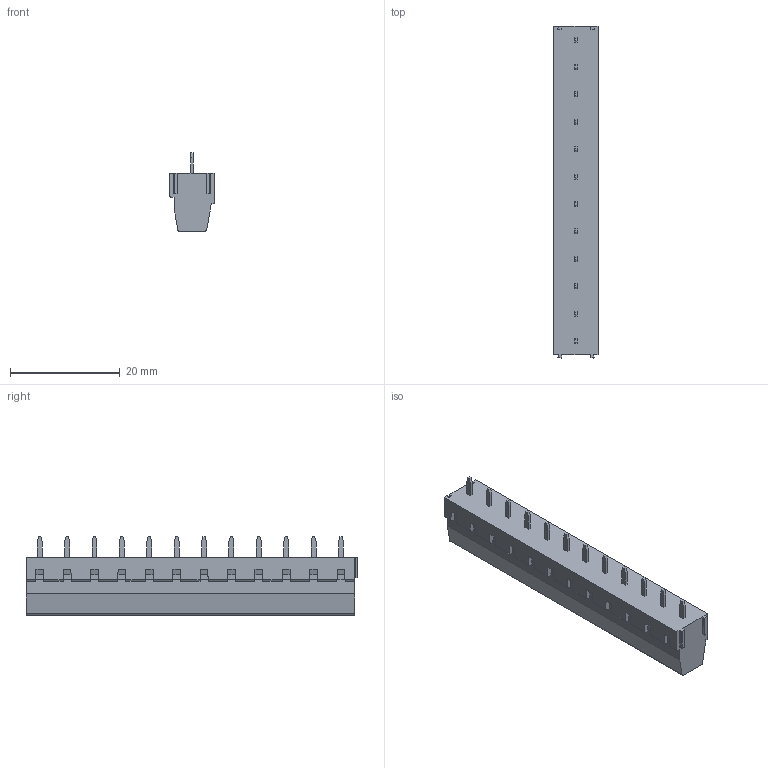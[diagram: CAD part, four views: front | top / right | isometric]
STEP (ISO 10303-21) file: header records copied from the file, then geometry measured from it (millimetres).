
FILE_DESCRIPTION( ( 'STEP AP214' ), '1' );
FILE_NAME( 'MV1512-5-V.stp', ' ', ( ' ' ), ( ' ' ), 'PSStep 14.0', 'VISI 19.0', ' ' );
FILE_SCHEMA( ( 'AUTOMOTIVE_DESIGN { 1 0 10303 214 1 1 1 1 }' ) );
Length unit declared in the file: millimetre
Products named in the file (1): 1
Bounding box: 8.1 x 60.6 x 14.31 mm (x, y, z)
Volume: 3744.8 mm3; surface area: 3459.8 mm2
Topology: 1 solids, 1 shells, 491 faces, 1363 edges, 910 vertices
Faces by surface type: plane 447, cylinder 44
Full cylindrical faces by diameter (mm): 3.8 x12
Entity records: 19294 total; most frequent: CARTESIAN_POINT 2825, ORIENTED_EDGE 2678, DIRECTION 2399, EDGE_CURVE 1339, LINE 1215, VECTOR 1215, VERTEX_POINT 898, AXIS2_PLACEMENT_3D 592
